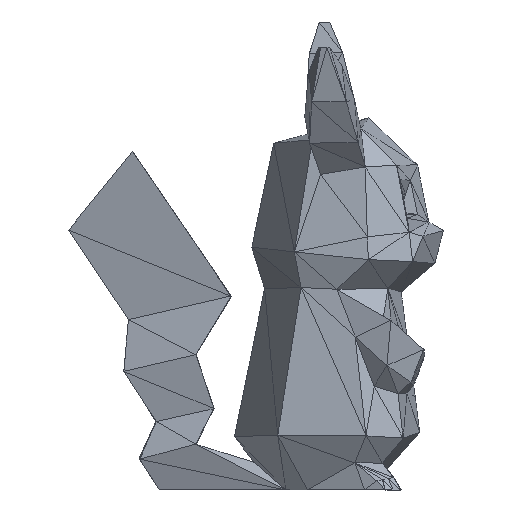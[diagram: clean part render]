
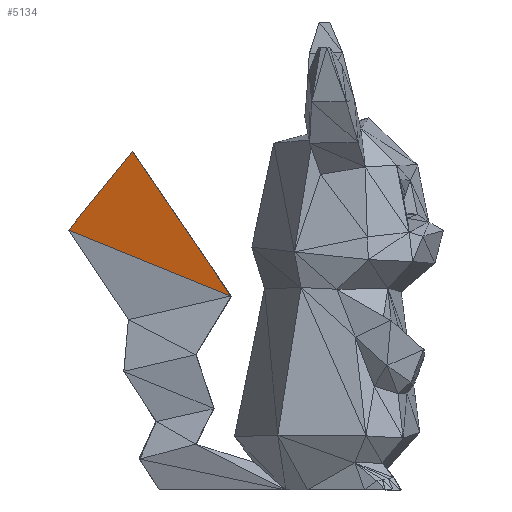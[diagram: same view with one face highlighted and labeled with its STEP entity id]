
A CAD part, left-side view. The second image highlights one B-rep face of the part: STEP entity #5134.
In plain terms, the highlighted planar face has unit normal (-0.983, 0.141, -0.121).
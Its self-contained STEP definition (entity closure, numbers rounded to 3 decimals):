
#5028 = VERTEX_POINT('',#5029);
#5029 = CARTESIAN_POINT('',(4.144,15.594,
    24.428));
#5043 = PLANE('',#5044);
#5044 = AXIS2_PLACEMENT_3D('',#5045,#5046,#5047);
#5045 = CARTESIAN_POINT('',(5.442,26.568,
    26.633));
#5046 = DIRECTION('',(-0.983,0.14,-0.121));
#5047 = DIRECTION('',(-0.142,-0.99,0.));
#5082 = EDGE_CURVE('',#5083,#5028,#5085,.T.);
#5083 = VERTEX_POINT('',#5084);
#5084 = CARTESIAN_POINT('',(6.045,36.034,32.744
    ));
#5085 = SURFACE_CURVE('',#5086,(#5090,#5097),.PCURVE_S1.);
#5086 = LINE('',#5087,#5088);
#5087 = CARTESIAN_POINT('',(6.045,36.034,32.744
    ));
#5088 = VECTOR('',#5089,1.);
#5089 = DIRECTION('',(-0.086,-0.923,-0.375
    ));
#5090 = PCURVE('',#5043,#5091);
#5091 = DEFINITIONAL_REPRESENTATION('',(#5092),#5096);
#5092 = LINE('',#5093,#5094);
#5093 = CARTESIAN_POINT('',(-9.455,6.156));
#5094 = VECTOR('',#5095,1.);
#5095 = DIRECTION('',(0.926,-0.378));
#5096 = ( GEOMETRIC_REPRESENTATION_CONTEXT(2) 
PARAMETRIC_REPRESENTATION_CONTEXT() REPRESENTATION_CONTEXT('2D SPACE',''
  ) );
#5097 = PCURVE('',#5098,#5103);
#5098 = PLANE('',#5099);
#5099 = AXIS2_PLACEMENT_3D('',#5100,#5101,#5102);
#5100 = CARTESIAN_POINT('',(4.586,25.671,
    32.556));
#5101 = DIRECTION('',(0.983,-0.141,0.121));
#5102 = DIRECTION('',(0.142,0.99,0.)
  );
#5103 = DEFINITIONAL_REPRESENTATION('',(#5104),#5107);
#5104 = B_SPLINE_CURVE_WITH_KNOTS('',1,(#5105,#5106),.UNSPECIFIED.,.F.,
  .F.,(2,2),(0.,22.148),.PIECEWISE_BEZIER_KNOTS.);
#5105 = CARTESIAN_POINT('',(10.465,0.189));
#5106 = CARTESIAN_POINT('',(-10.038,-8.188));
#5107 = ( GEOMETRIC_REPRESENTATION_CONTEXT(2) 
PARAMETRIC_REPRESENTATION_CONTEXT() REPRESENTATION_CONTEXT('2D SPACE',''
  ) );
#5134 = ADVANCED_FACE('',(#5135),#5098,.F.);
#5135 = FACE_BOUND('',#5136,.F.);
#5136 = EDGE_LOOP('',(#5137,#5138,#5165));
#5137 = ORIENTED_EDGE('',*,*,#5082,.F.);
#5138 = ORIENTED_EDGE('',*,*,#5139,.T.);
#5139 = EDGE_CURVE('',#5083,#5140,#5142,.T.);
#5140 = VERTEX_POINT('',#5141);
#5141 = CARTESIAN_POINT('',(3.68,27.997,
    42.63));
#5142 = SURFACE_CURVE('',#5143,(#5147,#5154),.PCURVE_S1.);
#5143 = LINE('',#5144,#5145);
#5144 = CARTESIAN_POINT('',(6.045,36.034,32.744
    ));
#5145 = VECTOR('',#5146,1.);
#5146 = DIRECTION('',(-0.182,-0.62,0.763));
#5147 = PCURVE('',#5098,#5148);
#5148 = DEFINITIONAL_REPRESENTATION('',(#5149),#5153);
#5149 = LINE('',#5150,#5151);
#5150 = CARTESIAN_POINT('',(10.465,0.189));
#5151 = VECTOR('',#5152,1.);
#5152 = DIRECTION('',(-0.64,0.769));
#5153 = ( GEOMETRIC_REPRESENTATION_CONTEXT(2) 
PARAMETRIC_REPRESENTATION_CONTEXT() REPRESENTATION_CONTEXT('2D SPACE',''
  ) );
#5154 = PCURVE('',#5155,#5160);
#5155 = PLANE('',#5156);
#5156 = AXIS2_PLACEMENT_3D('',#5157,#5158,#5159);
#5157 = CARTESIAN_POINT('',(6.045,36.034,32.744
    ));
#5158 = DIRECTION('',(0.001,0.776,0.631)
  );
#5159 = DIRECTION('',(0.,-0.631,
    0.776));
#5160 = DEFINITIONAL_REPRESENTATION('',(#5161),#5164);
#5161 = B_SPLINE_CURVE_WITH_KNOTS('',1,(#5162,#5163),.UNSPECIFIED.,.F.,
  .F.,(2,2),(0.,12.958),.PIECEWISE_BEZIER_KNOTS.);
#5162 = CARTESIAN_POINT('',(0.,0.));
#5163 = CARTESIAN_POINT('',(12.741,-2.365));
#5164 = ( GEOMETRIC_REPRESENTATION_CONTEXT(2) 
PARAMETRIC_REPRESENTATION_CONTEXT() REPRESENTATION_CONTEXT('2D SPACE',''
  ) );
#5165 = ORIENTED_EDGE('',*,*,#5166,.T.);
#5166 = EDGE_CURVE('',#5140,#5028,#5167,.T.);
#5167 = SURFACE_CURVE('',#5168,(#5172,#5179),.PCURVE_S1.);
#5168 = LINE('',#5169,#5170);
#5169 = CARTESIAN_POINT('',(3.68,27.997,
    42.63));
#5170 = VECTOR('',#5171,1.);
#5171 = DIRECTION('',(0.021,-0.563,
    -0.826));
#5172 = PCURVE('',#5098,#5173);
#5173 = DEFINITIONAL_REPRESENTATION('',(#5174),#5178);
#5174 = LINE('',#5175,#5176);
#5175 = CARTESIAN_POINT('',(2.175,10.148));
#5176 = VECTOR('',#5177,1.);
#5177 = DIRECTION('',(-0.554,-0.832));
#5178 = ( GEOMETRIC_REPRESENTATION_CONTEXT(2) 
PARAMETRIC_REPRESENTATION_CONTEXT() REPRESENTATION_CONTEXT('2D SPACE',''
  ) );
#5179 = PCURVE('',#5180,#5185);
#5180 = PLANE('',#5181);
#5181 = AXIS2_PLACEMENT_3D('',#5182,#5183,#5184);
#5182 = CARTESIAN_POINT('',(4.915,22.278,34.246
    ));
#5183 = DIRECTION('',(0.005,0.826,-0.563
    ));
#5184 = DIRECTION('',(0.,0.563,0.826));
#5185 = DEFINITIONAL_REPRESENTATION('',(#5186),#5189);
#5186 = B_SPLINE_CURVE_WITH_KNOTS('',1,(#5187,#5188),.UNSPECIFIED.,.F.,
  .F.,(2,2),(0.,22.031),.PIECEWISE_BEZIER_KNOTS.);
#5187 = CARTESIAN_POINT('',(10.149,-1.235));
#5188 = CARTESIAN_POINT('',(-11.877,-0.771));
#5189 = ( GEOMETRIC_REPRESENTATION_CONTEXT(2) 
PARAMETRIC_REPRESENTATION_CONTEXT() REPRESENTATION_CONTEXT('2D SPACE',''
  ) );
